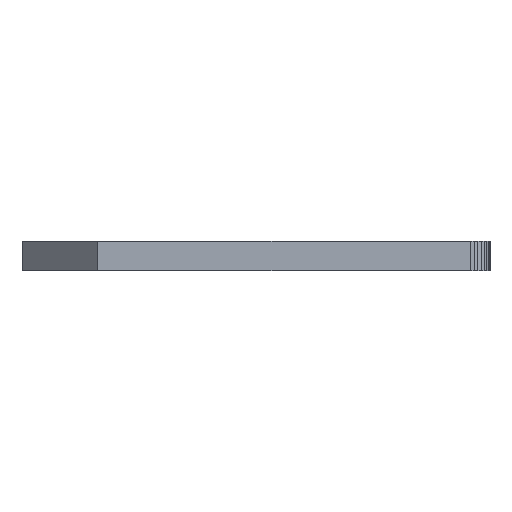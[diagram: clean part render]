
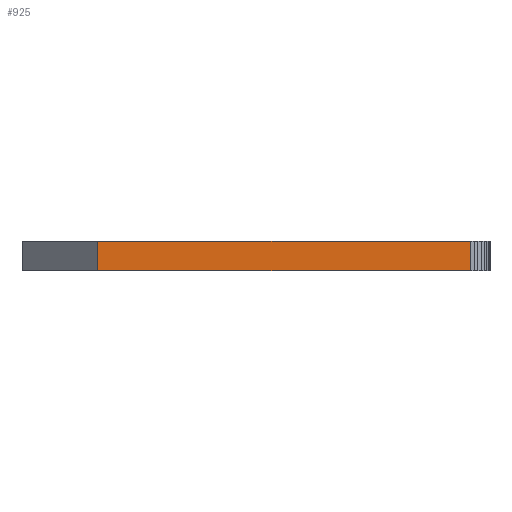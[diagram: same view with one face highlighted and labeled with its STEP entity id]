
A CAD part, front view. The second image highlights one B-rep face of the part: STEP entity #925.
In plain terms, the highlighted planar face has unit normal (0, -1, 0).
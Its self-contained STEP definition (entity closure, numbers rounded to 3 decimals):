
#39 = LINE ( 'NONE', #2706, #534 ) ;
#110 = VECTOR ( 'NONE', #943, 1000. ) ;
#116 = VERTEX_POINT ( 'NONE', #1321 ) ;
#226 = AXIS2_PLACEMENT_3D ( 'NONE', #609, #1579, #2307 ) ;
#260 = LINE ( 'NONE', #2472, #110 ) ;
#472 = CARTESIAN_POINT ( 'NONE',  ( 102.675, -88.6, 0.1 ) ) ;
#534 = VECTOR ( 'NONE', #1935, 1000. ) ;
#551 = LINE ( 'NONE', #1593, #1295 ) ;
#609 = CARTESIAN_POINT ( 'NONE',  ( 102.675, -88.6, 1.6 ) ) ;
#634 = ORIENTED_EDGE ( 'NONE', *, *, #2810, .F. ) ;
#793 = EDGE_CURVE ( 'NONE', #2201, #1320, #551, .T. ) ;
#850 = PLANE ( 'NONE',  #226 ) ;
#925 = ADVANCED_FACE ( 'NONE', ( #2533 ), #850, .F. ) ;
#943 = DIRECTION ( 'NONE',  ( 0., 0., -1. ) ) ;
#1075 = VECTOR ( 'NONE', #1346, 1000. ) ;
#1295 = VECTOR ( 'NONE', #2325, 1000. ) ;
#1320 = VERTEX_POINT ( 'NONE', #2598 ) ;
#1321 = CARTESIAN_POINT ( 'NONE',  ( 121.8, -88.6, 1.6 ) ) ;
#1346 = DIRECTION ( 'NONE',  ( 0., 0., -1. ) ) ;
#1433 = VERTEX_POINT ( 'NONE', #2419 ) ;
#1455 = ORIENTED_EDGE ( 'NONE', *, *, #2654, .T. ) ;
#1579 = DIRECTION ( 'NONE',  ( 0., 1., 0. ) ) ;
#1593 = CARTESIAN_POINT ( 'NONE',  ( 102.675, -88.6, 0.1 ) ) ;
#1935 = DIRECTION ( 'NONE',  ( 1., 0., 0. ) ) ;
#2003 = CARTESIAN_POINT ( 'NONE',  ( 121.8, -88.6, 1.6 ) ) ;
#2034 = LINE ( 'NONE', #2003, #1075 ) ;
#2201 = VERTEX_POINT ( 'NONE', #472 ) ;
#2269 = ORIENTED_EDGE ( 'NONE', *, *, #3079, .F. ) ;
#2307 = DIRECTION ( 'NONE',  ( 0., 0., 1. ) ) ;
#2325 = DIRECTION ( 'NONE',  ( 1., 0., 0. ) ) ;
#2419 = CARTESIAN_POINT ( 'NONE',  ( 102.675, -88.6, 1.6 ) ) ;
#2472 = CARTESIAN_POINT ( 'NONE',  ( 102.675, -88.6, 1.6 ) ) ;
#2533 = FACE_OUTER_BOUND ( 'NONE', #2993, .T. ) ;
#2598 = CARTESIAN_POINT ( 'NONE',  ( 121.8, -88.6, 0.1 ) ) ;
#2654 = EDGE_CURVE ( 'NONE', #1433, #2201, #260, .T. ) ;
#2701 = ORIENTED_EDGE ( 'NONE', *, *, #793, .T. ) ;
#2706 = CARTESIAN_POINT ( 'NONE',  ( 102.675, -88.6, 1.6 ) ) ;
#2810 = EDGE_CURVE ( 'NONE', #116, #1320, #2034, .T. ) ;
#2993 = EDGE_LOOP ( 'NONE', ( #2701, #634, #2269, #1455 ) ) ;
#3079 = EDGE_CURVE ( 'NONE', #1433, #116, #39, .T. ) ;
